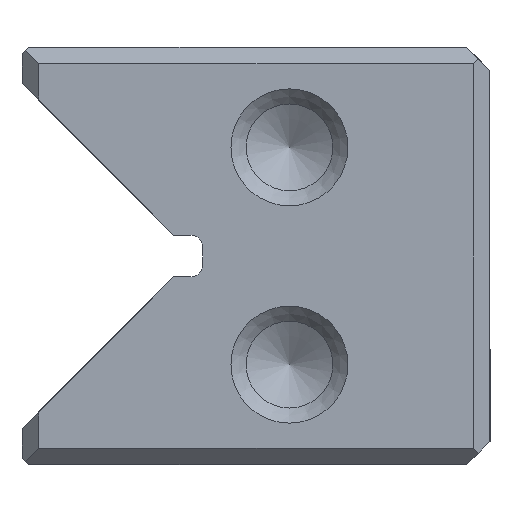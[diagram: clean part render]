
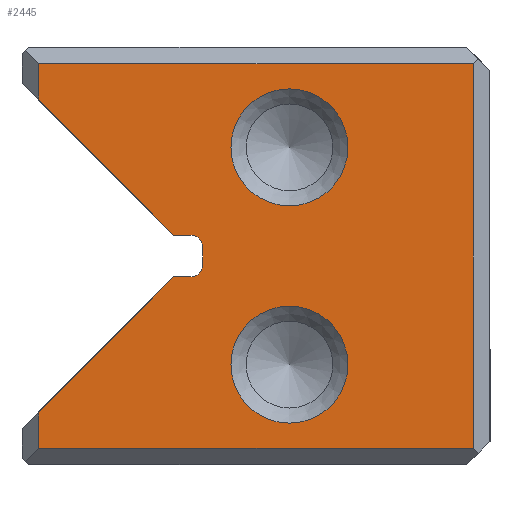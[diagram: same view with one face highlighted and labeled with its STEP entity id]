
A CAD part, left-side view. The second image highlights one B-rep face of the part: STEP entity #2445.
In plain terms, the highlighted planar face has unit normal (-1, 0, 0).
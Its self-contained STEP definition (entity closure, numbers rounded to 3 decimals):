
#2445=ADVANCED_FACE('',(#3286,#3287,#3288),#2799,.T.);
#2799=PLANE('',#8429);
#3033=CIRCLE('',#8425,3.5);
#3034=CIRCLE('',#8426,3.5);
#3035=CIRCLE('',#8427,0.7);
#3036=CIRCLE('',#8428,0.7);
#3286=FACE_BOUND('',#3418,.T.);
#3287=FACE_BOUND('',#3419,.T.);
#3288=FACE_BOUND('',#3420,.T.);
#3418=EDGE_LOOP('',(#4056));
#3419=EDGE_LOOP('',(#4057));
#3420=EDGE_LOOP('',(#4058,#4059,#4060,#4061,#4062,#4063,#4064,#4065,#4066,
#4067,#4068,#4069));
#4056=ORIENTED_EDGE('',*,*,#6442,.F.);
#4057=ORIENTED_EDGE('',*,*,#6443,.T.);
#4058=ORIENTED_EDGE('',*,*,#6444,.T.);
#4059=ORIENTED_EDGE('',*,*,#6445,.T.);
#4060=ORIENTED_EDGE('',*,*,#6446,.T.);
#4061=ORIENTED_EDGE('',*,*,#6447,.T.);
#4062=ORIENTED_EDGE('',*,*,#6448,.T.);
#4063=ORIENTED_EDGE('',*,*,#6449,.T.);
#4064=ORIENTED_EDGE('',*,*,#6450,.T.);
#4065=ORIENTED_EDGE('',*,*,#6451,.F.);
#4066=ORIENTED_EDGE('',*,*,#6452,.F.);
#4067=ORIENTED_EDGE('',*,*,#6453,.T.);
#4068=ORIENTED_EDGE('',*,*,#6454,.T.);
#4069=ORIENTED_EDGE('',*,*,#6455,.T.);
#5832=VERTEX_POINT('',#10724);
#5833=VERTEX_POINT('',#10726);
#5834=VERTEX_POINT('',#10728);
#5835=VERTEX_POINT('',#10729);
#5836=VERTEX_POINT('',#10731);
#5837=VERTEX_POINT('',#10733);
#5838=VERTEX_POINT('',#10735);
#5839=VERTEX_POINT('',#10737);
#5840=VERTEX_POINT('',#10739);
#5841=VERTEX_POINT('',#10741);
#5842=VERTEX_POINT('',#10743);
#5843=VERTEX_POINT('',#10745);
#5844=VERTEX_POINT('',#10747);
#5845=VERTEX_POINT('',#10749);
#6442=EDGE_CURVE('',#5832,#5832,#3033,.T.);
#6443=EDGE_CURVE('',#5833,#5833,#3034,.T.);
#6444=EDGE_CURVE('',#5834,#5835,#7249,.T.);
#6445=EDGE_CURVE('',#5835,#5836,#7250,.T.);
#6446=EDGE_CURVE('',#5836,#5837,#7251,.T.);
#6447=EDGE_CURVE('',#5837,#5838,#7252,.T.);
#6448=EDGE_CURVE('',#5838,#5839,#3035,.T.);
#6449=EDGE_CURVE('',#5839,#5840,#7253,.T.);
#6450=EDGE_CURVE('',#5840,#5841,#3036,.T.);
#6451=EDGE_CURVE('',#5842,#5841,#7254,.T.);
#6452=EDGE_CURVE('',#5843,#5842,#7255,.T.);
#6453=EDGE_CURVE('',#5843,#5844,#7256,.T.);
#6454=EDGE_CURVE('',#5844,#5845,#7257,.T.);
#6455=EDGE_CURVE('',#5845,#5834,#7258,.T.);
#7249=LINE('',#10727,#7911);
#7250=LINE('',#10730,#7912);
#7251=LINE('',#10732,#7913);
#7252=LINE('',#10734,#7914);
#7253=LINE('',#10738,#7915);
#7254=LINE('',#10742,#7916);
#7255=LINE('',#10744,#7917);
#7256=LINE('',#10746,#7918);
#7257=LINE('',#10748,#7919);
#7258=LINE('',#10750,#7920);
#7911=VECTOR('',#8902,1.);
#7912=VECTOR('',#8903,1.);
#7913=VECTOR('',#8904,1.);
#7914=VECTOR('',#8905,1.);
#7915=VECTOR('',#8908,1.);
#7916=VECTOR('',#8911,1.);
#7917=VECTOR('',#8912,1.);
#7918=VECTOR('',#8913,1.);
#7919=VECTOR('',#8914,1.);
#7920=VECTOR('',#8915,1.);
#8425=AXIS2_PLACEMENT_3D('',#10723,#8898,#8899);
#8426=AXIS2_PLACEMENT_3D('',#10725,#8900,#8901);
#8427=AXIS2_PLACEMENT_3D('',#10736,#8906,#8907);
#8428=AXIS2_PLACEMENT_3D('',#10740,#8909,#8910);
#8429=AXIS2_PLACEMENT_3D('',#10751,#8916,#8917);
#8898=DIRECTION('',(-1.,0.,0.));
#8899=DIRECTION('',(0.,0.,1.));
#8900=DIRECTION('',(1.,0.,0.));
#8901=DIRECTION('',(0.,0.,-1.));
#8902=DIRECTION('',(0.,1.,0.));
#8903=DIRECTION('',(0.,0.,-1.));
#8904=DIRECTION('',(0.,-0.707,-0.707));
#8905=DIRECTION('',(0.,-1.,0.));
#8906=DIRECTION('',(1.,0.,0.));
#8907=DIRECTION('',(0.,0.,1.));
#8908=DIRECTION('',(0.,0.,-1.));
#8909=DIRECTION('',(1.,0.,0.));
#8910=DIRECTION('',(0.,0.,1.));
#8911=DIRECTION('',(0.,-1.,0.));
#8912=DIRECTION('',(0.,-0.707,0.707));
#8913=DIRECTION('',(0.,0.,-1.));
#8914=DIRECTION('',(0.,-1.,0.));
#8915=DIRECTION('',(0.,0.,1.));
#8916=DIRECTION('',(-1.,0.,0.));
#8917=DIRECTION('',(0.,0.,-1.));
#10723=CARTESIAN_POINT('',(0.,12.,6.));
#10724=CARTESIAN_POINT('',(0.,12.,9.5));
#10725=CARTESIAN_POINT('',(0.,12.,19.));
#10726=CARTESIAN_POINT('',(0.,12.,15.5));
#10727=CARTESIAN_POINT('',(0.,14.,24.));
#10728=CARTESIAN_POINT('',(0.,1.,24.));
#10729=CARTESIAN_POINT('',(0.,27.,24.));
#10730=CARTESIAN_POINT('',(0.,27.,0.));
#10731=CARTESIAN_POINT('',(0.,27.,21.832));
#10732=CARTESIAN_POINT('',(0.,28.,22.832));
#10733=CARTESIAN_POINT('',(0.,18.918,13.75));
#10734=CARTESIAN_POINT('',(0.,17.2,13.75));
#10735=CARTESIAN_POINT('',(0.,17.9,13.75));
#10736=CARTESIAN_POINT('',(0.,17.9,13.05));
#10737=CARTESIAN_POINT('',(0.,17.2,13.05));
#10738=CARTESIAN_POINT('',(0.,17.2,13.75));
#10739=CARTESIAN_POINT('',(0.,17.2,11.95));
#10740=CARTESIAN_POINT('',(0.,17.9,11.95));
#10741=CARTESIAN_POINT('',(0.,17.9,11.25));
#10742=CARTESIAN_POINT('',(0.,17.2,11.25));
#10743=CARTESIAN_POINT('',(0.,18.918,11.25));
#10744=CARTESIAN_POINT('',(0.,28.,2.168));
#10745=CARTESIAN_POINT('',(0.,27.,3.168));
#10746=CARTESIAN_POINT('',(0.,27.,0.));
#10747=CARTESIAN_POINT('',(0.,27.,1.));
#10748=CARTESIAN_POINT('',(0.,14.,1.));
#10749=CARTESIAN_POINT('',(0.,1.,1.));
#10750=CARTESIAN_POINT('',(0.,1.,0.));
#10751=CARTESIAN_POINT('',(0.,14.,0.));
